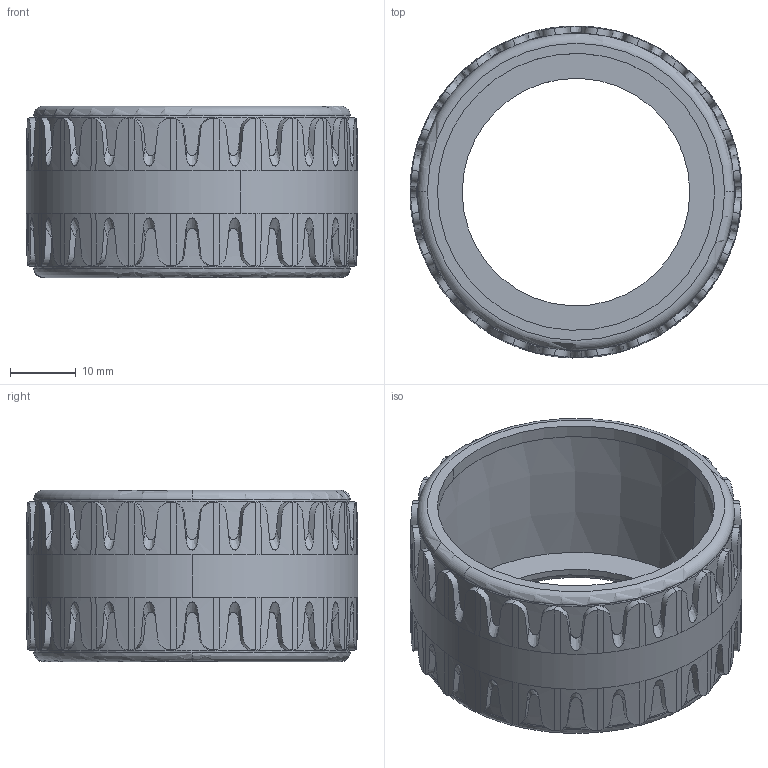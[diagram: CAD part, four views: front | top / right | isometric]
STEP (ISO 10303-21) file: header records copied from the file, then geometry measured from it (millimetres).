
FILE_DESCRIPTION((''),'2;1');
FILE_NAME('CKR.stp','2020-05-31T04:54:50',(''),(''),'AutoCAD STEP 2000i','AutoCAD 2000i',', , ');
FILE_SCHEMA(('CONFIG_CONTROL_DESIGN'));
Length unit declared in the file: millimetre
Products named in the file (2): CKR; PART1
Assembly tree (1 placements, depth 2):
  CKR
    PART1
Bounding box: 50.33 x 50.32 x 26 mm (x, y, z)
Volume: 11562 mm3; surface area: 10048.8 mm2
Topology: 1 solids, 1 shells, 364 faces, 1618 edges, 1254 vertices
Faces by surface type: cone 195, bspline 152, cylinder 15, torus 2
Entity records: 33365 total; most frequent: CARTESIAN_POINT 21852, ORIENTED_EDGE 3236, EDGE_CURVE 1618, DIRECTION 1396, VERTEX_POINT 1254, B_SPLINE_CURVE_WITH_KNOTS 998, AXIS2_PLACEMENT_3D 562, EDGE_LOOP 364
